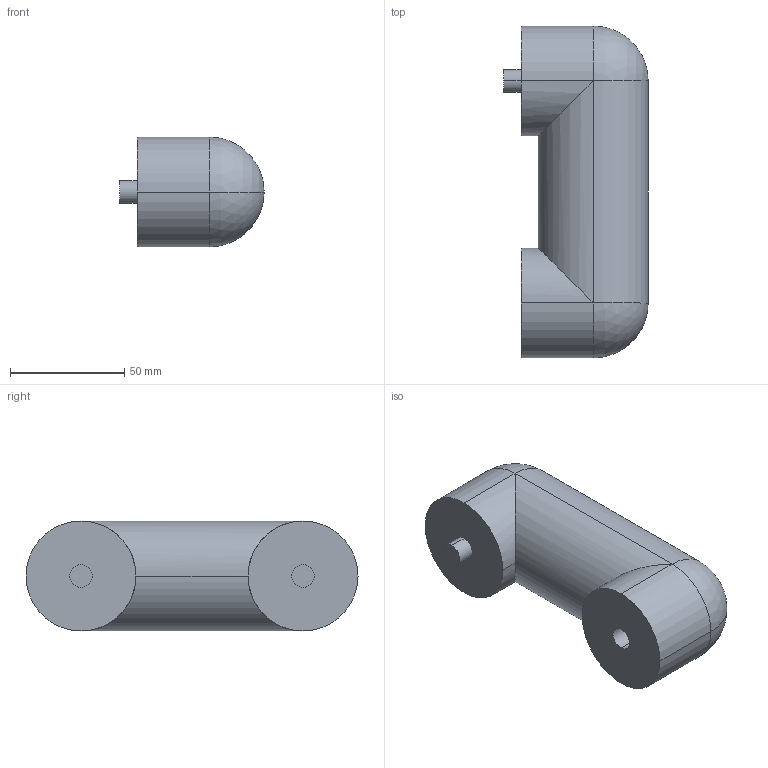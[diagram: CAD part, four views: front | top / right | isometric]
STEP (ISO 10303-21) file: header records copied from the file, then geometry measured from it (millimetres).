
FILE_DESCRIPTION (( 'STEP AP203' ), '1' );
FILE_NAME ('Link3_Default_sldprt.STEP', '2023-10-04T11:01:41', ( '' ), ( '' ), 'SwSTEP 2.0', 'SolidWorks 2023', '' );
FILE_SCHEMA (( 'CONFIG_CONTROL_DESIGN' ));
Length unit declared in the file: millimetre
Products named in the file (1): Link3_Default_sldprt
Bounding box: 63 x 145 x 48 mm (x, y, z)
Volume: 281029.1 mm3; surface area: 27464.5 mm2
Topology: 1 solids, 1 shells, 24 faces, 50 edges, 26 vertices
Faces by surface type: cylinder 16, plane 4, sphere 4
Entity records: 681 total; most frequent: DIRECTION 118, CARTESIAN_POINT 109, ORIENTED_EDGE 92, AXIS2_PLACEMENT_3D 51, EDGE_CURVE 46, CIRCLE 26, VERTEX_POINT 26, EDGE_LOOP 26
